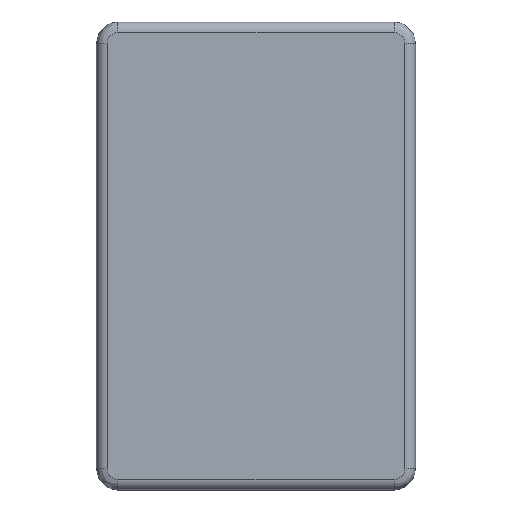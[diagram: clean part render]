
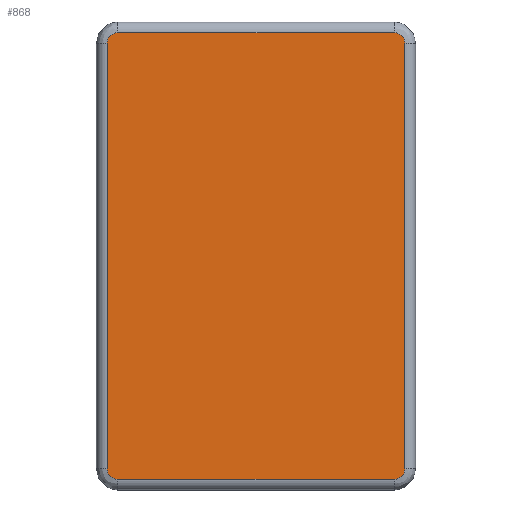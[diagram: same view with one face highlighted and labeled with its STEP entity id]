
A CAD part, front view. The second image highlights one B-rep face of the part: STEP entity #868.
In plain terms, the highlighted planar face has unit normal (0, -1, 0).
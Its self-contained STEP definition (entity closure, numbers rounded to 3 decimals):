
#1=CARTESIAN_POINT('',(-65.,0.,100.));
#2=DIRECTION('',(0.,-1.,0.));
#3=DIRECTION('',(0.,0.,1.));
#4=AXIS2_PLACEMENT_3D('',#1,#2,#3);
#6=DIRECTION('',(-1.,0.,0.));
#7=VECTOR('',#6,130.);
#8=CARTESIAN_POINT('',(65.,0.,105.));
#9=LINE('',#8,#7);
#10=CARTESIAN_POINT('',(65.,0.,100.));
#11=DIRECTION('',(0.,-1.,0.));
#12=DIRECTION('',(1.,0.,0.));
#13=AXIS2_PLACEMENT_3D('',#10,#11,#12);
#15=DIRECTION('',(0.,0.,1.));
#16=VECTOR('',#15,200.);
#17=CARTESIAN_POINT('',(70.,0.,-100.));
#18=LINE('',#17,#16);
#19=CARTESIAN_POINT('',(65.,0.,-100.));
#20=DIRECTION('',(0.,-1.,0.));
#21=DIRECTION('',(0.,0.,-1.));
#22=AXIS2_PLACEMENT_3D('',#19,#20,#21);
#24=DIRECTION('',(1.,0.,0.));
#25=VECTOR('',#24,130.);
#26=CARTESIAN_POINT('',(-65.,0.,-105.));
#27=LINE('',#26,#25);
#28=CARTESIAN_POINT('',(-65.,0.,-100.));
#29=DIRECTION('',(0.,-1.,0.));
#30=DIRECTION('',(-1.,0.,0.));
#31=AXIS2_PLACEMENT_3D('',#28,#29,#30);
#33=DIRECTION('',(0.,0.,-1.));
#34=VECTOR('',#33,200.);
#35=CARTESIAN_POINT('',(-70.,0.,100.));
#36=LINE('',#35,#34);
#645=CARTESIAN_POINT('',(-65.,0.,105.));
#646=CARTESIAN_POINT('',(-70.,0.,100.));
#647=VERTEX_POINT('',#645);
#648=VERTEX_POINT('',#646);
#653=CARTESIAN_POINT('',(65.,0.,105.));
#654=VERTEX_POINT('',#653);
#657=CARTESIAN_POINT('',(70.,0.,100.));
#658=VERTEX_POINT('',#657);
#661=CARTESIAN_POINT('',(70.,0.,-100.));
#662=VERTEX_POINT('',#661);
#665=CARTESIAN_POINT('',(65.,0.,-105.));
#666=VERTEX_POINT('',#665);
#669=CARTESIAN_POINT('',(-65.,0.,-105.));
#670=VERTEX_POINT('',#669);
#671=CARTESIAN_POINT('',(-70.,0.,-100.));
#672=VERTEX_POINT('',#671);
#845=CARTESIAN_POINT('',(0.,0.,0.));
#846=DIRECTION('',(0.,1.,0.));
#847=DIRECTION('',(0.,0.,1.));
#848=AXIS2_PLACEMENT_3D('',#845,#846,#847);
#849=PLANE('',#848);
#851=ORIENTED_EDGE('',*,*,#850,.F.);
#853=ORIENTED_EDGE('',*,*,#852,.F.);
#855=ORIENTED_EDGE('',*,*,#854,.F.);
#857=ORIENTED_EDGE('',*,*,#856,.F.);
#859=ORIENTED_EDGE('',*,*,#858,.F.);
#861=ORIENTED_EDGE('',*,*,#860,.F.);
#863=ORIENTED_EDGE('',*,*,#862,.F.);
#865=ORIENTED_EDGE('',*,*,#864,.F.);
#866=EDGE_LOOP('',(#851,#853,#855,#857,#859,#861,#863,#865));
#867=FACE_OUTER_BOUND('',#866,.F.);
#868=ADVANCED_FACE('',(#867),#849,.F.);
#5=CIRCLE('',#4,5.);
#14=CIRCLE('',#13,5.);
#23=CIRCLE('',#22,5.);
#32=CIRCLE('',#31,5.);
#850=EDGE_CURVE('',#647,#648,#5,.T.);
#852=EDGE_CURVE('',#654,#647,#9,.T.);
#854=EDGE_CURVE('',#658,#654,#14,.T.);
#856=EDGE_CURVE('',#662,#658,#18,.T.);
#858=EDGE_CURVE('',#666,#662,#23,.T.);
#860=EDGE_CURVE('',#670,#666,#27,.T.);
#862=EDGE_CURVE('',#672,#670,#32,.T.);
#864=EDGE_CURVE('',#648,#672,#36,.T.);
